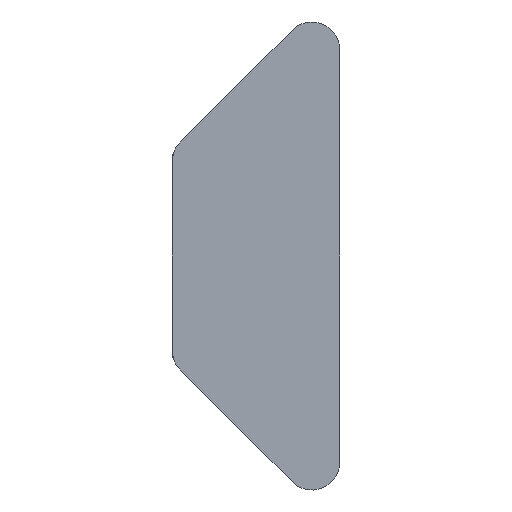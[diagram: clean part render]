
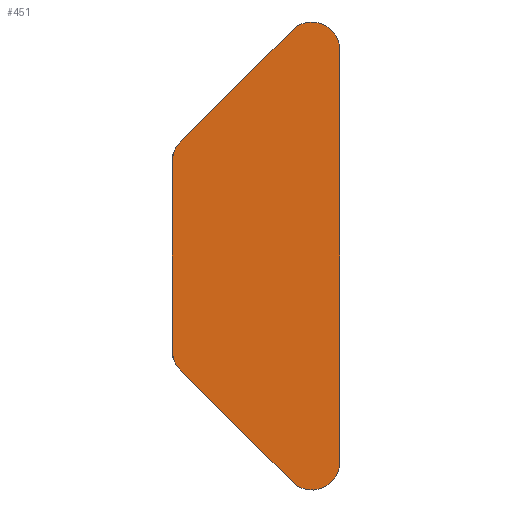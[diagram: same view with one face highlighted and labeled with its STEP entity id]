
A CAD part, left-side view. The second image highlights one B-rep face of the part: STEP entity #451.
In plain terms, the highlighted planar face has unit normal (-1, 0, 0).
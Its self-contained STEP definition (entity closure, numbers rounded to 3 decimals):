
#37=PLANE('',#510);
#39=CIRCLE('',#479,0.4);
#40=CIRCLE('',#481,0.4);
#49=CIRCLE('',#496,0.4);
#55=CIRCLE('',#504,0.4);
#78=LINE('',#759,#102);
#79=LINE('',#761,#103);
#83=LINE('',#781,#107);
#87=LINE('',#793,#111);
#102=VECTOR('',#579,1000.);
#103=VECTOR('',#582,1000.);
#107=VECTOR('',#602,1000.);
#111=VECTOR('',#614,1000.);
#190=ORIENTED_EDGE('',*,*,#266,.F.);
#191=ORIENTED_EDGE('',*,*,#252,.F.);
#192=ORIENTED_EDGE('',*,*,#265,.F.);
#193=ORIENTED_EDGE('',*,*,#240,.F.);
#194=ORIENTED_EDGE('',*,*,#282,.F.);
#195=ORIENTED_EDGE('',*,*,#279,.F.);
#196=ORIENTED_EDGE('',*,*,#276,.F.);
#197=ORIENTED_EDGE('',*,*,#269,.F.);
#240=EDGE_CURVE('',#300,#301,#39,.T.);
#252=EDGE_CURVE('',#312,#313,#40,.T.);
#265=EDGE_CURVE('',#301,#312,#78,.T.);
#266=EDGE_CURVE('',#313,#318,#79,.T.);
#269=EDGE_CURVE('',#318,#320,#49,.T.);
#276=EDGE_CURVE('',#320,#326,#83,.T.);
#279=EDGE_CURVE('',#326,#328,#55,.T.);
#282=EDGE_CURVE('',#328,#300,#87,.T.);
#300=VERTEX_POINT('',#687);
#301=VERTEX_POINT('',#689);
#312=VERTEX_POINT('',#732);
#313=VERTEX_POINT('',#734);
#318=VERTEX_POINT('',#762);
#320=VERTEX_POINT('',#768);
#326=VERTEX_POINT('',#782);
#328=VERTEX_POINT('',#788);
#363=EDGE_LOOP('',(#190,#191,#192,#193,#194,#195,#196,#197));
#405=FACE_BOUND('',#363,.T.);
#451=ADVANCED_FACE('',(#405),#37,.F.);
#479=AXIS2_PLACEMENT_3D('',#688,#540,#541);
#481=AXIS2_PLACEMENT_3D('',#733,#550,#551);
#496=AXIS2_PLACEMENT_3D('',#767,#587,#588);
#504=AXIS2_PLACEMENT_3D('',#787,#607,#608);
#510=AXIS2_PLACEMENT_3D('',#799,#623,#624);
#540=DIRECTION('',(1.,0.,0.));
#541=DIRECTION('',(0.,0.,-1.));
#550=DIRECTION('',(1.,0.,0.));
#551=DIRECTION('',(0.,0.,-1.));
#579=DIRECTION('',(0.,0.,1.));
#582=DIRECTION('',(0.,-0.707,0.707));
#587=DIRECTION('',(1.,0.,0.));
#588=DIRECTION('',(0.,0.,-1.));
#602=DIRECTION('',(0.,0.,-1.));
#607=DIRECTION('',(1.,0.,0.));
#608=DIRECTION('',(0.,0.,-1.));
#614=DIRECTION('',(0.,0.707,0.707));
#623=DIRECTION('',(1.,0.,0.));
#624=DIRECTION('',(0.,0.,-1.));
#687=CARTESIAN_POINT('',(0.,2.283,-1.633));
#688=CARTESIAN_POINT('',(0.,2.,-1.35));
#689=CARTESIAN_POINT('',(0.,2.4,-1.35));
#732=CARTESIAN_POINT('',(0.,2.4,1.35));
#733=CARTESIAN_POINT('',(0.,2.,1.35));
#734=CARTESIAN_POINT('',(0.,2.283,1.633));
#759=CARTESIAN_POINT('',(0.,2.4,-1.35));
#761=CARTESIAN_POINT('',(0.,2.283,1.633));
#762=CARTESIAN_POINT('',(0.,0.683,3.233));
#767=CARTESIAN_POINT('',(0.,0.4,2.95));
#768=CARTESIAN_POINT('',(0.,0.,2.95));
#781=CARTESIAN_POINT('',(0.,0.,2.95));
#782=CARTESIAN_POINT('',(0.,0.,-2.95));
#787=CARTESIAN_POINT('',(0.,0.4,-2.95));
#788=CARTESIAN_POINT('',(0.,0.683,-3.233));
#793=CARTESIAN_POINT('',(0.,0.683,-3.233));
#799=CARTESIAN_POINT('',(0.,0.4,2.95));
